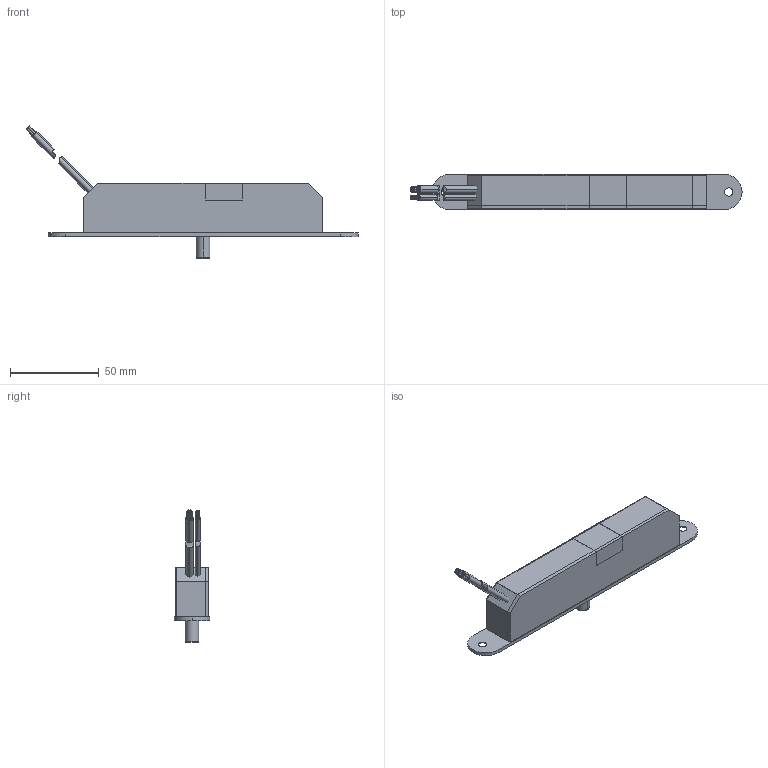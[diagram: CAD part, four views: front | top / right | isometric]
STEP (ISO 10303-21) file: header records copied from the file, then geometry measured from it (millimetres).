
FILE_DESCRIPTION (( 'STEP AP203' ), '1' );
FILE_NAME ('108320.0_Sperrelement_EasyBlocker12.STEP', '2018-07-18T08:49:10', ( '' ), ( '' ), 'SwSTEP 2.0', 'SolidWorks 2015', '' );
FILE_SCHEMA (( 'CONFIG_CONTROL_DESIGN' ));
Length unit declared in the file: millimetre
Products named in the file (9): BS83201; Senkschraube DIN 7982 3,5x13; 108320.0_Sperrelement_EasyBlocker12; 108320_Index_Bolzen; 108320_Index_Deckel; MD02510_Senkschraube W1413-Z1-10.9 Verzinkt; Aufkleber; Kabel; 108320_Index_Gehäuse
Assembly tree (14 placements, depth 2):
  108320.0_Sperrelement_EasyBlocker12
    108320_Index_Gehäuse
    108320_Index_Bolzen
    108320_Index_Deckel
    MD02510_Senkschraube W1413-Z1-10.9 Verzinkt  x6
    Aufkleber
    Kabel
    BS83201
    Senkschraube DIN 7982 3,5x13  x2
Bounding box: 187.5 x 20 x 74.57 mm (x, y, z)
Volume: 140382.9 mm3; surface area: 39056 mm2
Topology: 17 solids, 18 shells, 466 faces, 1142 edges, 736 vertices
Faces by surface type: plane 305, cylinder 85, cone 52, bspline 20, torus 4
Entity records: 7765 total; most frequent: CARTESIAN_POINT 1473, DIRECTION 1124, ORIENTED_EDGE 1016, EDGE_CURVE 508, AXIS2_PLACEMENT_3D 398, VERTEX_POINT 331, VECTOR 328, LINE 328
